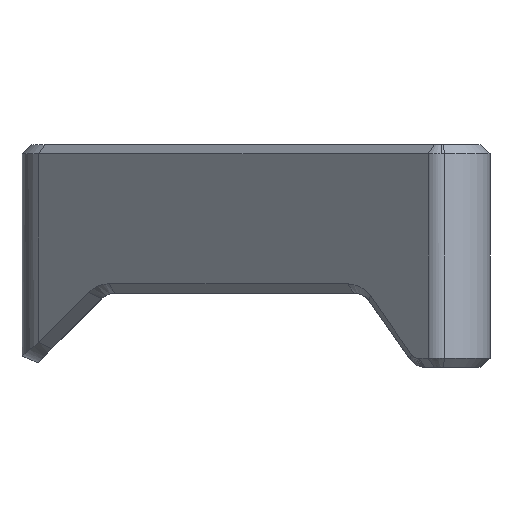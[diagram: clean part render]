
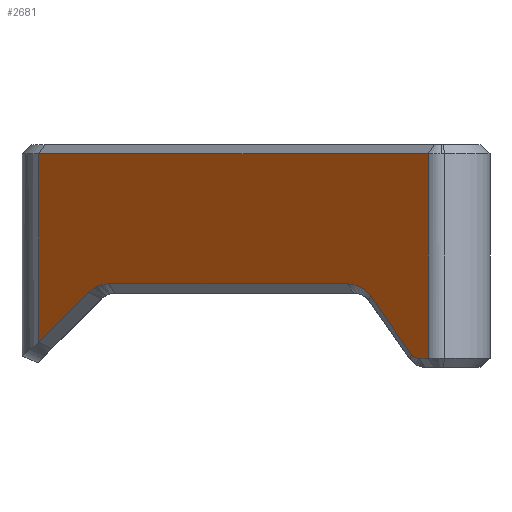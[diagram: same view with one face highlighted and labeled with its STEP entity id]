
A CAD part, left-side view. The second image highlights one B-rep face of the part: STEP entity #2681.
In plain terms, the highlighted planar face has unit normal (-0.715, 0.699, 0).
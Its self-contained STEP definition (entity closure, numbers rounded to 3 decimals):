
#2 = CARTESIAN_POINT ( 'NONE',  ( -34.68, -6.473, 12. ) ) ;
#94 = VECTOR ( 'NONE', #4227, 1000. ) ;
#296 = LINE ( 'NONE', #6021, #94 ) ;
#397 = ORIENTED_EDGE ( 'NONE', *, *, #1496, .T. ) ;
#400 = CARTESIAN_POINT ( 'NONE',  ( -33.998, -5.775, 0.539 ) ) ;
#442 = CARTESIAN_POINT ( 'NONE',  ( -33.946, -5.722, 0.566 ) ) ;
#444 = VECTOR ( 'NONE', #1337, 1000. ) ;
#481 = CARTESIAN_POINT ( 'NONE',  ( -33.981, -5.757, 0.548 ) ) ;
#586 = AXIS2_PLACEMENT_3D ( 'NONE', #729, #6708, #859 ) ;
#599 = CARTESIAN_POINT ( 'NONE',  ( -31.635, -3.358, 3.86 ) ) ;
#639 = CARTESIAN_POINT ( 'NONE',  ( -17.124, 11.487, 4.301 ) ) ;
#729 = CARTESIAN_POINT ( 'NONE',  ( -35., -6.8, 0. ) ) ;
#732 = CARTESIAN_POINT ( 'NONE',  ( -30.904, -2.61, 4.441 ) ) ;
#775 = EDGE_CURVE ( 'NONE', #2327, #1528, #1981, .T. ) ;
#784 = CARTESIAN_POINT ( 'NONE',  ( -31.635, -3.358, 3.86 ) ) ;
#826 = EDGE_CURVE ( 'NONE', #4850, #3525, #4027, .T. ) ;
#850 = VECTOR ( 'NONE', #7754, 1000. ) ;
#859 = DIRECTION ( 'NONE',  ( 0.699, 0.715, 0. ) ) ;
#1031 = ORIENTED_EDGE ( 'NONE', *, *, #2126, .T. ) ;
#1129 = CARTESIAN_POINT ( 'NONE',  ( -34.035, -5.813, 0.525 ) ) ;
#1151 = EDGE_CURVE ( 'NONE', #3525, #1676, #2285, .T. ) ;
#1285 = CARTESIAN_POINT ( 'NONE',  ( -31.319, -3.034, 4.22 ) ) ;
#1337 = DIRECTION ( 'NONE',  ( 0., 0., 1. ) ) ;
#1348 = ORIENTED_EDGE ( 'NONE', *, *, #1151, .T. ) ;
#1496 = EDGE_CURVE ( 'NONE', #8159, #4850, #1945, .T. ) ;
#1528 = VERTEX_POINT ( 'NONE', #5783 ) ;
#1676 = VERTEX_POINT ( 'NONE', #8053 ) ;
#1790 = EDGE_LOOP ( 'NONE', ( #1031, #4637, #397, #2725, #1348, #5273, #2016, #3868, #2389, #5819 ) ) ;
#1922 = CARTESIAN_POINT ( 'NONE',  ( -16.891, 11.726, 4.13 ) ) ;
#1929 = CARTESIAN_POINT ( 'NONE',  ( -34.68, -6.473, 11.5 ) ) ;
#1945 = LINE ( 'NONE', #7036, #2767 ) ;
#1981 = B_SPLINE_CURVE_WITH_KNOTS ( 'NONE', 3,
 ( #8265, #3142, #5062, #2419, #7544, #3813, #5022, #4453, #7634, #442, #6986, #481, #400, #6380, #1129, #3099, #2463, #7670, #4972, #5606, #2499, #2971, #7073, #3009, #5570, #7585 ),
 .UNSPECIFIED., .F., .F.,
 ( 4, 2, 2, 2, 2, 2, 2, 2, 2, 2, 2, 2, 4 ),
 ( 0., 0.125, 0.25, 0.375, 0.437, 0.5, 0.625, 0.687, 0.75, 0.812, 0.875, 0.937, 1. ),
 .UNSPECIFIED. ) ;
#2016 = ORIENTED_EDGE ( 'NONE', *, *, #6301, .T. ) ;
#2108 = CARTESIAN_POINT ( 'NONE',  ( -16.823, 11.796, 4.061 ) ) ;
#2119 = VECTOR ( 'NONE', #4246, 1000. ) ;
#2126 = EDGE_CURVE ( 'NONE', #3331, #6890, #2586, .T. ) ;
#2285 = B_SPLINE_CURVE_WITH_KNOTS ( 'NONE', 3,
 ( #6489, #1922, #4520, #639, #3256, #7188, #5852, #2617 ),
 .UNSPECIFIED., .F., .F.,
 ( 4, 2, 2, 4 ),
 ( 0., 0.25, 0.5, 1. ),
 .UNSPECIFIED. ) ;
#2327 = VERTEX_POINT ( 'NONE', #7453 ) ;
#2329 = VERTEX_POINT ( 'NONE', #784 ) ;
#2389 = ORIENTED_EDGE ( 'NONE', *, *, #775, .T. ) ;
#2419 = CARTESIAN_POINT ( 'NONE',  ( -33.838, -5.611, 0.652 ) ) ;
#2463 = CARTESIAN_POINT ( 'NONE',  ( -34.065, -5.843, 0.517 ) ) ;
#2499 = CARTESIAN_POINT ( 'NONE',  ( -34.122, -5.902, 0.505 ) ) ;
#2577 = CARTESIAN_POINT ( 'NONE',  ( -30.668, -2.368, 4.5 ) ) ;
#2586 = LINE ( 'NONE', #2, #444 ) ;
#2617 = CARTESIAN_POINT ( 'NONE',  ( -17.86, 10.735, 4.5 ) ) ;
#2681 = ADVANCED_FACE ( 'NONE', ( #4097 ), #5305, .F. ) ;
#2725 = ORIENTED_EDGE ( 'NONE', *, *, #826, .T. ) ;
#2767 = VECTOR ( 'NONE', #7761, 1000. ) ;
#2971 = CARTESIAN_POINT ( 'NONE',  ( -34.14, -5.92, 0.502 ) ) ;
#3009 = CARTESIAN_POINT ( 'NONE',  ( -34.17, -5.951, 0.5 ) ) ;
#3099 = CARTESIAN_POINT ( 'NONE',  ( -34.054, -5.832, 0.52 ) ) ;
#3142 = CARTESIAN_POINT ( 'NONE',  ( -33.8, -5.572, 0.698 ) ) ;
#3256 = CARTESIAN_POINT ( 'NONE',  ( -17.21, 11.4, 4.348 ) ) ;
#3330 = DIRECTION ( 'NONE',  ( -0.699, -0.715, 0. ) ) ;
#3331 = VERTEX_POINT ( 'NONE', #4991 ) ;
#3366 = CARTESIAN_POINT ( 'NONE',  ( -14.183, 14.497, 1.36 ) ) ;
#3387 = CARTESIAN_POINT ( 'NONE',  ( -35., -6.8, 0.5 ) ) ;
#3525 = VERTEX_POINT ( 'NONE', #2108 ) ;
#3813 = CARTESIAN_POINT ( 'NONE',  ( -33.882, -5.656, 0.611 ) ) ;
#3868 = ORIENTED_EDGE ( 'NONE', *, *, #3957, .T. ) ;
#3957 = EDGE_CURVE ( 'NONE', #2329, #2327, #6949, .T. ) ;
#3968 = CARTESIAN_POINT ( 'NONE',  ( -35., -6.8, 4.5 ) ) ;
#4027 = LINE ( 'NONE', #5772, #850 ) ;
#4097 = FACE_OUTER_BOUND ( 'NONE', #1790, .T. ) ;
#4166 = VECTOR ( 'NONE', #3330, 1000. ) ;
#4227 = DIRECTION ( 'NONE',  ( 0.699, 0.715, 0. ) ) ;
#4246 = DIRECTION ( 'NONE',  ( -0.489, -0.5, -0.715 ) ) ;
#4377 = EDGE_CURVE ( 'NONE', #1676, #7165, #4607, .T. ) ;
#4453 = CARTESIAN_POINT ( 'NONE',  ( -33.922, -5.697, 0.582 ) ) ;
#4520 = CARTESIAN_POINT ( 'NONE',  ( -16.966, 11.65, 4.193 ) ) ;
#4607 = LINE ( 'NONE', #3968, #4166 ) ;
#4637 = ORIENTED_EDGE ( 'NONE', *, *, #6169, .T. ) ;
#4850 = VERTEX_POINT ( 'NONE', #3366 ) ;
#4972 = CARTESIAN_POINT ( 'NONE',  ( -34.092, -5.871, 0.51 ) ) ;
#4991 = CARTESIAN_POINT ( 'NONE',  ( -34.68, -6.473, 0.5 ) ) ;
#5022 = CARTESIAN_POINT ( 'NONE',  ( -33.897, -5.672, 0.599 ) ) ;
#5062 = CARTESIAN_POINT ( 'NONE',  ( -33.813, -5.586, 0.681 ) ) ;
#5132 = DIRECTION ( 'NONE',  ( -0.699, -0.715, 0. ) ) ;
#5219 = CARTESIAN_POINT ( 'NONE',  ( -30.434, -2.129, 4.5 ) ) ;
#5273 = ORIENTED_EDGE ( 'NONE', *, *, #4377, .T. ) ;
#5293 = VECTOR ( 'NONE', #5132, 1000. ) ;
#5305 = PLANE ( 'NONE',  #586 ) ;
#5570 = CARTESIAN_POINT ( 'NONE',  ( -34.18, -5.961, 0.5 ) ) ;
#5606 = CARTESIAN_POINT ( 'NONE',  ( -34.111, -5.891, 0.506 ) ) ;
#5772 = CARTESIAN_POINT ( 'NONE',  ( -27.507, 0.866, 14.991 ) ) ;
#5783 = CARTESIAN_POINT ( 'NONE',  ( -34.19, -5.971, 0.5 ) ) ;
#5808 = LINE ( 'NONE', #3387, #5293 ) ;
#5819 = ORIENTED_EDGE ( 'NONE', *, *, #6350, .T. ) ;
#5852 = CARTESIAN_POINT ( 'NONE',  ( -17.667, 10.932, 4.5 ) ) ;
#6015 = CARTESIAN_POINT ( 'NONE',  ( -30.434, -2.129, 4.5 ) ) ;
#6021 = CARTESIAN_POINT ( 'NONE',  ( -14.183, 14.497, 11.5 ) ) ;
#6169 = EDGE_CURVE ( 'NONE', #6890, #8159, #296, .T. ) ;
#6301 = EDGE_CURVE ( 'NONE', #7165, #2329, #6948, .T. ) ;
#6350 = EDGE_CURVE ( 'NONE', #1528, #3331, #5808, .T. ) ;
#6380 = CARTESIAN_POINT ( 'NONE',  ( -34.027, -5.804, 0.529 ) ) ;
#6489 = CARTESIAN_POINT ( 'NONE',  ( -16.823, 11.796, 4.061 ) ) ;
#6708 = DIRECTION ( 'NONE',  ( 0.715, -0.699, 0. ) ) ;
#6890 = VERTEX_POINT ( 'NONE', #1929 ) ;
#6948 = B_SPLINE_CURVE_WITH_KNOTS ( 'NONE', 3,
 ( #5219, #2577, #732, #1285, #7109, #599 ),
 .UNSPECIFIED., .F., .F.,
 ( 4, 2, 4 ),
 ( 0., 0.5, 1. ),
 .UNSPECIFIED. ) ;
#6949 = LINE ( 'NONE', #8135, #2119 ) ;
#6986 = CARTESIAN_POINT ( 'NONE',  ( -33.956, -5.732, 0.561 ) ) ;
#7036 = CARTESIAN_POINT ( 'NONE',  ( -14.183, 14.497, 0. ) ) ;
#7073 = CARTESIAN_POINT ( 'NONE',  ( -34.151, -5.932, 0.502 ) ) ;
#7109 = CARTESIAN_POINT ( 'NONE',  ( -31.501, -3.22, 4.057 ) ) ;
#7165 = VERTEX_POINT ( 'NONE', #6015 ) ;
#7188 = CARTESIAN_POINT ( 'NONE',  ( -17.475, 11.129, 4.461 ) ) ;
#7453 = CARTESIAN_POINT ( 'NONE',  ( -33.789, -5.561, 0.713 ) ) ;
#7544 = CARTESIAN_POINT ( 'NONE',  ( -33.853, -5.627, 0.637 ) ) ;
#7585 = CARTESIAN_POINT ( 'NONE',  ( -34.19, -5.971, 0.5 ) ) ;
#7634 = CARTESIAN_POINT ( 'NONE',  ( -33.93, -5.705, 0.577 ) ) ;
#7670 = CARTESIAN_POINT ( 'NONE',  ( -34.083, -5.861, 0.512 ) ) ;
#7754 = DIRECTION ( 'NONE',  ( -0.569, -0.582, 0.582 ) ) ;
#7761 = DIRECTION ( 'NONE',  ( 0., 0., -1. ) ) ;
#8053 = CARTESIAN_POINT ( 'NONE',  ( -17.86, 10.735, 4.5 ) ) ;
#8135 = CARTESIAN_POINT ( 'NONE',  ( -34.631, -6.423, -0.517 ) ) ;
#8159 = VERTEX_POINT ( 'NONE', #8166 ) ;
#8166 = CARTESIAN_POINT ( 'NONE',  ( -14.183, 14.497, 11.5 ) ) ;
#8265 = CARTESIAN_POINT ( 'NONE',  ( -33.789, -5.561, 0.713 ) ) ;
